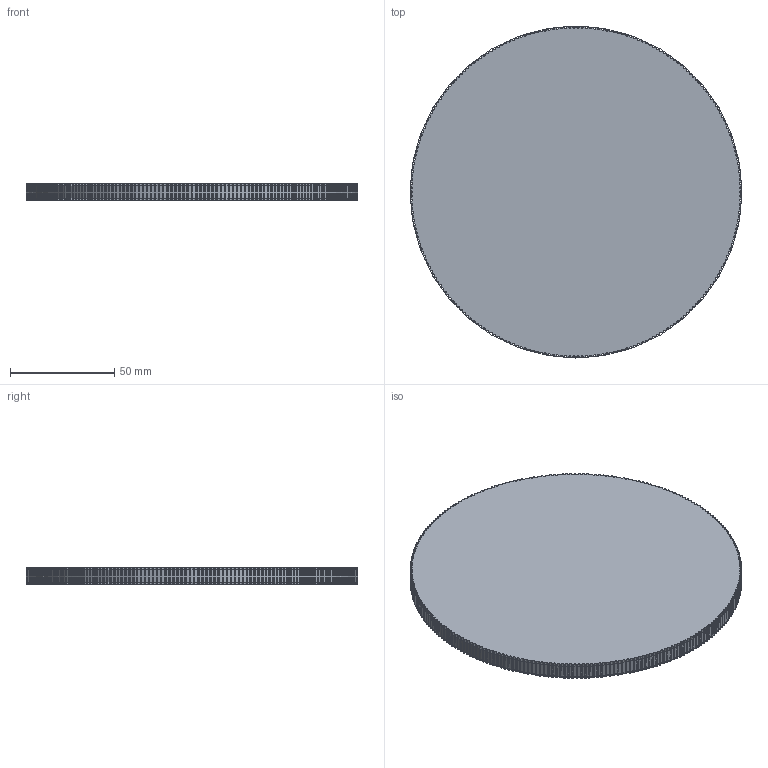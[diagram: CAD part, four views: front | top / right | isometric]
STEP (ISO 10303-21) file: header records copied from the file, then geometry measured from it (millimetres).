
FILE_DESCRIPTION('2;1');
FILE_NAME(/* name */ 'gt2_pulley_t250.stp',/* time_stamp */ '2022-07-26T05:42:25+09:00',/* author */ (''),/* organization */ (''),/* preprocessor_version */ '',/* originating_system */ '',/* authorisation */ '');
FILE_SCHEMA (('AP203_CONFIGURATION_CONTROLLED_3D_DESIGN_OF_MECHANICAL_PARTS_AND_ASSEMBLIES_MIM_LF { 1 0 10303 403 2 1 2}'));
Length unit declared in the file: millimetre
Products named in the file (1): gt2_pulley_t250
Bounding box: 159.15 x 159.15 x 8 mm (x, y, z)
Volume: 156681.9 mm3; surface area: 47813.3 mm2
Topology: 1 solids, 2 shells, 1003 faces, 3003 edges, 2002 vertices
Faces by surface type: cylinder 1001, plane 2
Full cylindrical faces by diameter (mm): 159.155 x1
Entity records: 35158 total; most frequent: DIRECTION 7012, CARTESIAN_POINT 6008, ORIENTED_EDGE 6002, AXIS2_PLACEMENT_3D 3006, EDGE_CURVE 3002, VERTEX_POINT 2002, CIRCLE 2002, EDGE_LOOP 1004
